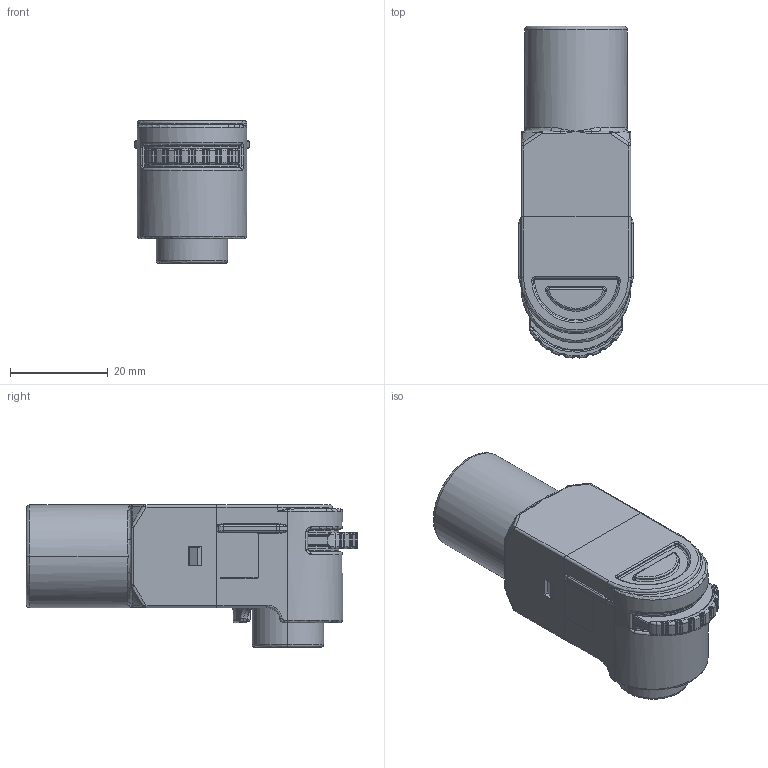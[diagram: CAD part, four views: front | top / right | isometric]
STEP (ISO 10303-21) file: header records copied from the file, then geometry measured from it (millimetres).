
FILE_DESCRIPTION(('CATIA V5 STEP Exchange','CAx-IF Rec.Pracs.--- Model Styling and Organization---1.4--- 2014-01-23'),'2;1');
FILE_NAME ('1492397-5_0', '2023-03-08T06:01:50+00:00', ('none'), ('Weidmueller'), 'CATIA Version 5-6 Release 2016 SP3 HF44', 'CATIA V5 STEP AP214', 'none');
FILE_SCHEMA(('AUTOMOTIVE_DESIGN { 1 0 10303 214 1 1 1 1 }'));
Length unit declared in the file: millimetre
Products named in the file (1): 2905380000
Bounding box: 23.4 x 67.83 x 29.1 mm (x, y, z)
Volume: 17941.2 mm3; surface area: 22326.4 mm2
Topology: 8 solids, 13 shells, 1757 faces, 4904 edges, 3037 vertices
Faces by surface type: cylinder 477, plane 426, bspline 415, torus 371, cone 58, sphere 10
Entity records: 72663 total; most frequent: CARTESIAN_POINT 34428, ORIENTED_EDGE 9684, DIRECTION 5257, EDGE_CURVE 4842, VERTEX_POINT 3037, AXIS2_PLACEMENT_3D 2474, EDGE_LOOP 1809, ADVANCED_FACE 1757
